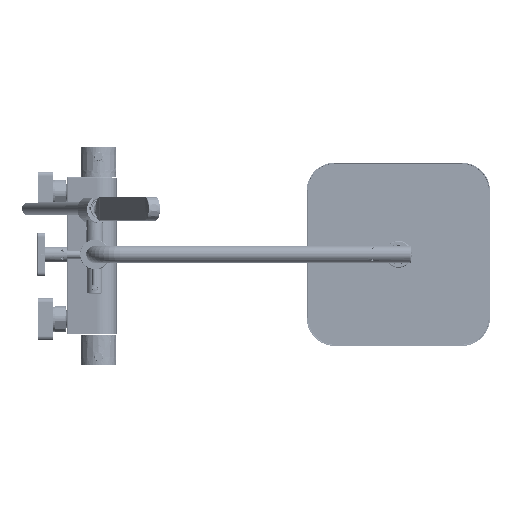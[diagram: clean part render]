
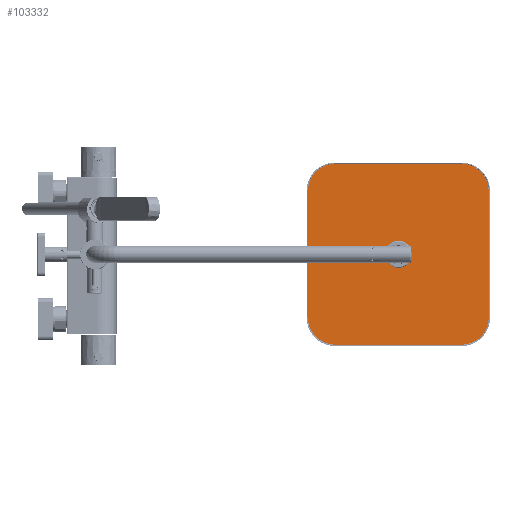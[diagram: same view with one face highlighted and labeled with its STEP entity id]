
A CAD part, top view. The second image highlights one B-rep face of the part: STEP entity #103332.
In plain terms, the highlighted planar face has unit normal (0, 0, 1).
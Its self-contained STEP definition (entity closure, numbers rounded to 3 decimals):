
#11406=LINE('',#198265,#17620);
#11409=LINE('',#198275,#17623);
#11413=LINE('',#198287,#17627);
#11417=LINE('',#198299,#17631);
#17620=VECTOR('',#138354,1000.);
#17623=VECTOR('',#138365,1000.);
#17627=VECTOR('',#138377,1000.);
#17631=VECTOR('',#138389,1000.);
#44039=ORIENTED_EDGE('',*,*,#58171,.T.);
#44040=ORIENTED_EDGE('',*,*,#58149,.T.);
#44041=ORIENTED_EDGE('',*,*,#58152,.T.);
#44042=ORIENTED_EDGE('',*,*,#58154,.T.);
#44043=ORIENTED_EDGE('',*,*,#58158,.T.);
#44044=ORIENTED_EDGE('',*,*,#58160,.T.);
#44045=ORIENTED_EDGE('',*,*,#58164,.T.);
#44046=ORIENTED_EDGE('',*,*,#58166,.T.);
#44047=ORIENTED_EDGE('',*,*,#58169,.T.);
#58149=EDGE_CURVE('',#67052,#67051,#11406,.T.);
#58152=EDGE_CURVE('',#67051,#67053,#71013,.T.);
#58154=EDGE_CURVE('',#67053,#67055,#11409,.T.);
#58158=EDGE_CURVE('',#67055,#67057,#71015,.T.);
#58160=EDGE_CURVE('',#67057,#67059,#11413,.T.);
#58164=EDGE_CURVE('',#67059,#67061,#71017,.T.);
#58166=EDGE_CURVE('',#67061,#67063,#11417,.T.);
#58169=EDGE_CURVE('',#67063,#67052,#71019,.T.);
#58171=EDGE_CURVE('',#67065,#67065,#71021,.T.);
#67051=VERTEX_POINT('',#198264);
#67052=VERTEX_POINT('',#198266);
#67053=VERTEX_POINT('',#198270);
#67055=VERTEX_POINT('',#198276);
#67057=VERTEX_POINT('',#198282);
#67059=VERTEX_POINT('',#198288);
#67061=VERTEX_POINT('',#198294);
#67063=VERTEX_POINT('',#198300);
#67065=VERTEX_POINT('',#198309);
#71013=CIRCLE('',#113143,32.5);
#71015=CIRCLE('',#113147,32.5);
#71017=CIRCLE('',#113151,32.5);
#71019=CIRCLE('',#113155,32.5);
#71021=CIRCLE('',#113158,14.5);
#78104=EDGE_LOOP('',(#44039));
#78105=EDGE_LOOP('',(#44040,#44041,#44042,#44043,#44044,#44045,#44046,#44047));
#85492=FACE_BOUND('',#78104,.T.);
#85493=FACE_BOUND('',#78105,.T.);
#88330=PLANE('',#113157);
#103332=ADVANCED_FACE('',(#85492,#85493),#88330,.T.);
#113143=AXIS2_PLACEMENT_3D('',#198272,#138359,#138360);
#113147=AXIS2_PLACEMENT_3D('',#198284,#138371,#138372);
#113151=AXIS2_PLACEMENT_3D('',#198296,#138383,#138384);
#113155=AXIS2_PLACEMENT_3D('',#198305,#138394,#138395);
#113157=AXIS2_PLACEMENT_3D('',#198307,#138398,#138399);
#113158=AXIS2_PLACEMENT_3D('',#198308,#138400,#138401);
#138354=DIRECTION('',(1.,0.,0.));
#138359=DIRECTION('',(0.,0.,1.));
#138360=DIRECTION('',(0.,-1.,0.));
#138365=DIRECTION('',(0.,1.,0.));
#138371=DIRECTION('',(0.,0.,1.));
#138372=DIRECTION('',(1.,0.,0.));
#138377=DIRECTION('',(-1.,0.,0.));
#138383=DIRECTION('',(0.,0.,1.));
#138384=DIRECTION('',(0.,1.,0.));
#138389=DIRECTION('',(0.,-1.,0.));
#138394=DIRECTION('',(0.,0.,1.));
#138395=DIRECTION('',(-1.,0.,0.));
#138398=DIRECTION('',(0.,0.,1.));
#138399=DIRECTION('',(0.,-1.,0.));
#138400=DIRECTION('',(0.,0.,-1.));
#138401=DIRECTION('',(0.,-1.,0.));
#198264=CARTESIAN_POINT('',(74.75,-107.25,1.));
#198265=CARTESIAN_POINT('',(-74.75,-107.25,1.));
#198266=CARTESIAN_POINT('',(-74.75,-107.25,1.));
#198270=CARTESIAN_POINT('',(107.25,-74.75,1.));
#198272=CARTESIAN_POINT('',(74.75,-74.75,1.));
#198275=CARTESIAN_POINT('',(107.25,-74.75,1.));
#198276=CARTESIAN_POINT('',(107.25,74.75,1.));
#198282=CARTESIAN_POINT('',(74.75,107.25,1.));
#198284=CARTESIAN_POINT('',(74.75,74.75,1.));
#198287=CARTESIAN_POINT('',(74.75,107.25,1.));
#198288=CARTESIAN_POINT('',(-74.75,107.25,1.));
#198294=CARTESIAN_POINT('',(-107.25,74.75,1.));
#198296=CARTESIAN_POINT('',(-74.75,74.75,1.));
#198299=CARTESIAN_POINT('',(-107.25,74.75,1.));
#198300=CARTESIAN_POINT('',(-107.25,-74.75,1.));
#198305=CARTESIAN_POINT('',(-74.75,-74.75,1.));
#198307=CARTESIAN_POINT('',(0.,0.,1.));
#198308=CARTESIAN_POINT('',(0.,0.,1.));
#198309=CARTESIAN_POINT('',(0.,-14.5,1.));
